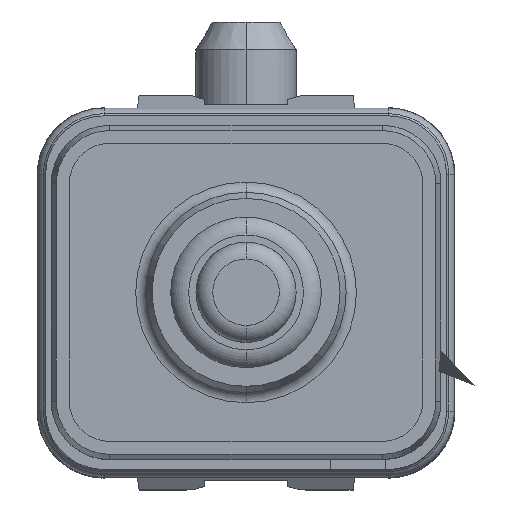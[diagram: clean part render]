
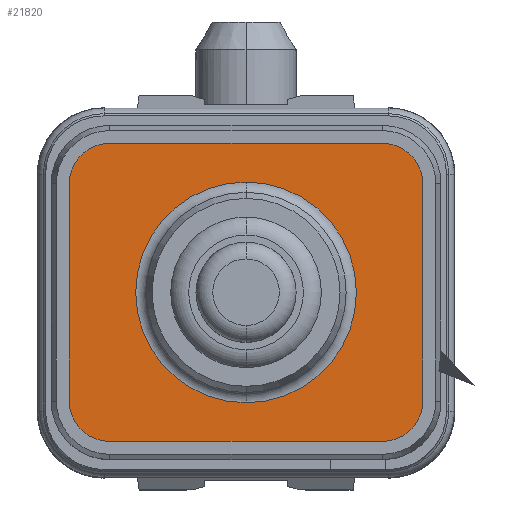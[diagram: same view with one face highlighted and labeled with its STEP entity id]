
A CAD part, top view. The second image highlights one B-rep face of the part: STEP entity #21820.
In plain terms, the highlighted face is planar.
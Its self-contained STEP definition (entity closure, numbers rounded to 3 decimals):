
#15790=CARTESIAN_POINT('',(4.9,-3.9,-6.22));
#15791=DIRECTION('',(0.,0.,1.));
#15792=DIRECTION('',(0.,-1.,0.));
#15793=AXIS2_PLACEMENT_3D('',#15790,#15791,#15792);
#15795=DIRECTION('',(0.,1.,0.));
#15796=VECTOR('',#15795,7.8);
#15797=CARTESIAN_POINT('',(6.35,-3.9,-6.22));
#15798=LINE('',#15797,#15796);
#15799=CARTESIAN_POINT('',(4.9,3.9,-6.22));
#15800=DIRECTION('',(0.,0.,1.));
#15801=DIRECTION('',(1.,0.,0.));
#15802=AXIS2_PLACEMENT_3D('',#15799,#15800,#15801);
#15804=DIRECTION('',(-1.,0.,0.));
#15805=VECTOR('',#15804,9.8);
#15806=CARTESIAN_POINT('',(4.9,5.35,-6.22));
#15807=LINE('',#15806,#15805);
#15808=CARTESIAN_POINT('',(-4.9,3.9,-6.22));
#15809=DIRECTION('',(0.,0.,1.));
#15810=DIRECTION('',(0.,1.,0.));
#15811=AXIS2_PLACEMENT_3D('',#15808,#15809,#15810);
#15813=DIRECTION('',(0.,-1.,0.));
#15814=VECTOR('',#15813,7.8);
#15815=CARTESIAN_POINT('',(-6.35,3.9,-6.22));
#15816=LINE('',#15815,#15814);
#15817=CARTESIAN_POINT('',(-4.9,-3.9,-6.22));
#15818=DIRECTION('',(0.,0.,1.));
#15819=DIRECTION('',(-1.,0.,0.));
#15820=AXIS2_PLACEMENT_3D('',#15817,#15818,#15819);
#15822=DIRECTION('',(1.,0.,0.));
#15823=VECTOR('',#15822,9.8);
#15824=CARTESIAN_POINT('',(-4.9,-5.35,-6.22));
#15825=LINE('',#15824,#15823);
#15826=CARTESIAN_POINT('',(0.,0.,-6.22));
#15827=DIRECTION('',(0.,0.,-1.));
#15828=DIRECTION('',(0.,-1.,0.));
#15829=AXIS2_PLACEMENT_3D('',#15826,#15827,#15828);
#15831=CARTESIAN_POINT('',(0.,0.,-6.22));
#15832=DIRECTION('',(0.,0.,-1.));
#15833=DIRECTION('',(0.,1.,0.));
#15834=AXIS2_PLACEMENT_3D('',#15831,#15832,#15833);
#19332=CARTESIAN_POINT('',(4.9,-5.35,-6.22));
#19333=CARTESIAN_POINT('',(6.35,-3.9,-6.22));
#19334=VERTEX_POINT('',#19332);
#19335=VERTEX_POINT('',#19333);
#19336=CARTESIAN_POINT('',(6.35,3.9,-6.22));
#19337=VERTEX_POINT('',#19336);
#19338=CARTESIAN_POINT('',(4.9,5.35,-6.22));
#19339=VERTEX_POINT('',#19338);
#19340=CARTESIAN_POINT('',(-4.9,5.35,-6.22));
#19341=VERTEX_POINT('',#19340);
#19342=CARTESIAN_POINT('',(-6.35,3.9,-6.22));
#19343=VERTEX_POINT('',#19342);
#19344=CARTESIAN_POINT('',(-6.35,-3.9,-6.22));
#19345=VERTEX_POINT('',#19344);
#19346=CARTESIAN_POINT('',(-4.9,-5.35,-6.22));
#19347=VERTEX_POINT('',#19346);
#19788=CARTESIAN_POINT('',(0.,-3.963,-6.22));
#19789=CARTESIAN_POINT('',(0.,3.963,-6.22));
#19790=VERTEX_POINT('',#19788);
#19791=VERTEX_POINT('',#19789);
#21799=CARTESIAN_POINT('',(-7.215,4.25,-6.22));
#21800=DIRECTION('',(0.,0.,1.));
#21801=DIRECTION('',(-1.,0.,0.));
#21802=AXIS2_PLACEMENT_3D('',#21799,#21800,#21801);
#21803=PLANE('',#21802);
#21804=ORIENTED_EDGE('',*,*,#21695,.T.);
#21805=ORIENTED_EDGE('',*,*,#21710,.T.);
#21806=ORIENTED_EDGE('',*,*,#21724,.T.);
#21807=ORIENTED_EDGE('',*,*,#21738,.T.);
#21808=ORIENTED_EDGE('',*,*,#21752,.T.);
#21809=ORIENTED_EDGE('',*,*,#21766,.T.);
#21810=ORIENTED_EDGE('',*,*,#21780,.T.);
#21811=ORIENTED_EDGE('',*,*,#21793,.T.);
#21812=EDGE_LOOP('',(#21804,#21805,#21806,#21807,#21808,#21809,#21810,#21811));
#21813=FACE_OUTER_BOUND('',#21812,.F.);
#21815=ORIENTED_EDGE('',*,*,#21814,.T.);
#21817=ORIENTED_EDGE('',*,*,#21816,.T.);
#21818=EDGE_LOOP('',(#21815,#21817));
#21819=FACE_BOUND('',#21818,.F.);
#21820=ADVANCED_FACE('',(#21813,#21819),#21803,.F.);
#15794=CIRCLE('',#15793,1.45);
#15803=CIRCLE('',#15802,1.45);
#15812=CIRCLE('',#15811,1.45);
#15821=CIRCLE('',#15820,1.45);
#15830=CIRCLE('',#15829,3.963);
#15835=CIRCLE('',#15834,3.963);
#21695=EDGE_CURVE('',#19334,#19335,#15794,.T.);
#21710=EDGE_CURVE('',#19335,#19337,#15798,.T.);
#21724=EDGE_CURVE('',#19337,#19339,#15803,.T.);
#21738=EDGE_CURVE('',#19339,#19341,#15807,.T.);
#21752=EDGE_CURVE('',#19341,#19343,#15812,.T.);
#21766=EDGE_CURVE('',#19343,#19345,#15816,.T.);
#21780=EDGE_CURVE('',#19345,#19347,#15821,.T.);
#21793=EDGE_CURVE('',#19347,#19334,#15825,.T.);
#21814=EDGE_CURVE('',#19790,#19791,#15830,.T.);
#21816=EDGE_CURVE('',#19791,#19790,#15835,.T.);
